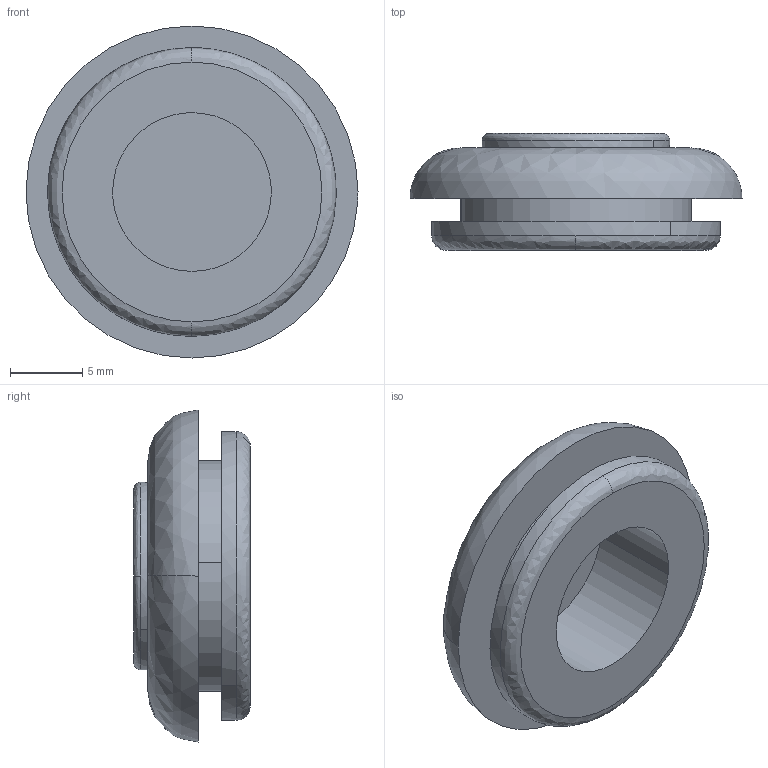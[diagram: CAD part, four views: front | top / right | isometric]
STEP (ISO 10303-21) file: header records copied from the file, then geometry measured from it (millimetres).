
FILE_DESCRIPTION( (''), '2;1');
FILE_NAME ('PC50.12492.TM_MG_1_CRUL_16727.stp','2019-12-19T14:45:22',(''),(''),'spGate 15.6.1','','');
FILE_SCHEMA (('AUTOMOTIVE_DESIGN'));
Length unit declared in the file: millimetre
Bounding box: 23 x 8.1 x 23 mm (x, y, z)
Volume: 1620.8 mm3; surface area: 1662.3 mm2
Topology: 1 solids, 1 shells, 22 faces, 70 edges, 54 vertices
Faces by surface type: cylinder 10, plane 6, bspline 6
Entity records: 1487 total; most frequent: CARTESIAN_POINT 326, ORIENTED_EDGE 140, DIRECTION 136, COLOUR_RGB 93, PRESENTATION_STYLE_ASSIGNMENT 93, STYLED_ITEM 93, EDGE_CURVE 70, DRAUGHTING_PRE_DEFINED_CURVE_FONT 70
